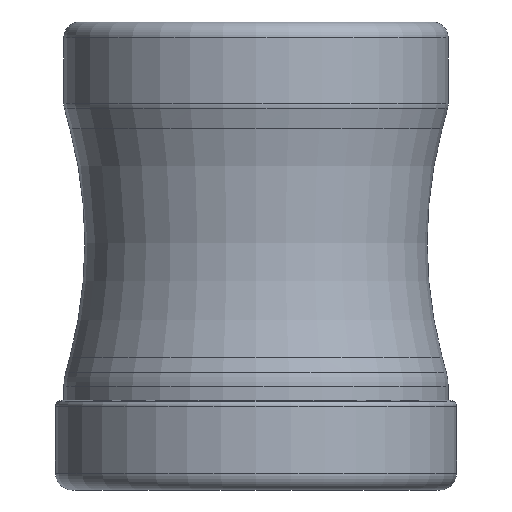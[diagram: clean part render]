
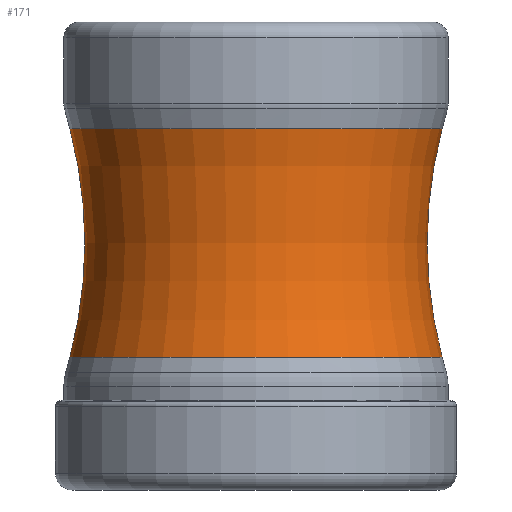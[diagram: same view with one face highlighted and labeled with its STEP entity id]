
A CAD part, front view. The second image highlights one B-rep face of the part: STEP entity #171.
In plain terms, the highlighted toroidal (fillet/blend) face has major radius 58.204 mm and minor radius 41.948 mm.
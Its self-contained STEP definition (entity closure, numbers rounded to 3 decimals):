
#117=TOROIDAL_SURFACE('',#1686,58.204,41.948);
#171=ADVANCED_FACE('',(#271),#117,.F.);
#271=FACE_OUTER_BOUND('',#349,.T.);
#349=EDGE_LOOP('',(#556,#557,#558,#559,#560,#561));
#556=ORIENTED_EDGE('',*,*,#1045,.F.);
#557=ORIENTED_EDGE('',*,*,#1052,.T.);
#558=ORIENTED_EDGE('',*,*,#1051,.T.);
#559=ORIENTED_EDGE('',*,*,#1055,.F.);
#560=ORIENTED_EDGE('',*,*,#1054,.F.);
#561=ORIENTED_EDGE('',*,*,#1053,.F.);
#875=VERTEX_POINT('',#3498);
#876=VERTEX_POINT('',#3500);
#878=VERTEX_POINT('',#3510);
#879=VERTEX_POINT('',#3511);
#880=VERTEX_POINT('',#3513);
#881=VERTEX_POINT('',#3516);
#1045=EDGE_CURVE('',#875,#876,#1283,.T.);
#1051=EDGE_CURVE('',#880,#878,#1288,.T.);
#1052=EDGE_CURVE('',#875,#880,#1289,.T.);
#1053=EDGE_CURVE('',#876,#881,#1290,.T.);
#1054=EDGE_CURVE('',#881,#879,#1291,.T.);
#1055=EDGE_CURVE('',#879,#878,#1292,.T.);
#1283=CIRCLE('',#1672,17.686);
#1288=CIRCLE('',#1680,41.948);
#1289=CIRCLE('',#1681,41.948);
#1290=CIRCLE('',#1682,41.948);
#1291=CIRCLE('',#1683,41.948);
#1292=CIRCLE('',#1685,17.686);
#1672=AXIS2_PLACEMENT_3D('',#3499,#2026,#2027);
#1680=AXIS2_PLACEMENT_3D('',#3512,#2043,#2044);
#1681=AXIS2_PLACEMENT_3D('',#3514,#2045,#2046);
#1682=AXIS2_PLACEMENT_3D('',#3515,#2047,#2048);
#1683=AXIS2_PLACEMENT_3D('',#3517,#2049,#2050);
#1685=AXIS2_PLACEMENT_3D('',#3519,#2053,#2054);
#1686=AXIS2_PLACEMENT_3D('',#3520,#2055,#2056);
#2026=DIRECTION('',(0.,0.,-1.));
#2027=DIRECTION('',(1.,0.,0.));
#2043=DIRECTION('',(0.,1.,0.));
#2044=DIRECTION('',(-0.966,0.,0.259));
#2045=DIRECTION('',(0.,1.,0.));
#2046=DIRECTION('',(-1.,0.,0.));
#2047=DIRECTION('',(0.,-1.,0.));
#2048=DIRECTION('',(1.,0.,0.));
#2049=DIRECTION('',(0.,-1.,0.));
#2050=DIRECTION('',(0.966,0.,0.259));
#2053=DIRECTION('',(0.,0.,1.));
#2054=DIRECTION('',(-1.,0.,0.));
#2055=DIRECTION('',(0.,0.,-1.));
#2056=DIRECTION('',(-1.,0.,0.));
#3498=CARTESIAN_POINT('',(17.686,0.,-31.844));
#3499=CARTESIAN_POINT('',(0.,0.,-31.844));
#3500=CARTESIAN_POINT('',(-17.686,0.,-31.844));
#3510=CARTESIAN_POINT('',(17.686,0.,-10.13));
#3511=CARTESIAN_POINT('',(-17.686,0.,-10.13));
#3512=CARTESIAN_POINT('',(58.204,0.,-20.987));
#3513=CARTESIAN_POINT('',(16.256,0.,-20.987));
#3514=CARTESIAN_POINT('',(58.204,0.,-20.987));
#3515=CARTESIAN_POINT('',(-58.204,0.,-20.987));
#3516=CARTESIAN_POINT('',(-16.256,0.,-20.987));
#3517=CARTESIAN_POINT('',(-58.204,0.,-20.987));
#3519=CARTESIAN_POINT('',(0.,0.,-10.13));
#3520=CARTESIAN_POINT('',(0.,0.,-20.987));
